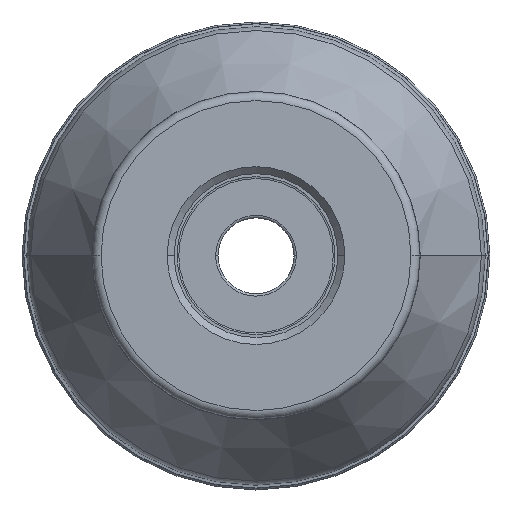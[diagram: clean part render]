
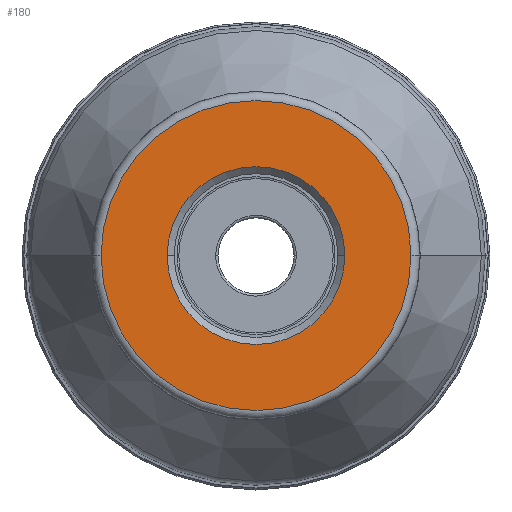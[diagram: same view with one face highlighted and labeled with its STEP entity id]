
A CAD part, top view. The second image highlights one B-rep face of the part: STEP entity #180.
In plain terms, the highlighted planar face has unit normal (0, 0, 1).
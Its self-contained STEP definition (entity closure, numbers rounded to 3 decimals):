
#28=PLANE('',#1717);
#34=FACE_BOUND('',#358,.T.);
#35=FACE_BOUND('',#359,.T.);
#180=ADVANCED_FACE('',(#34,#35),#28,.F.);
#358=EDGE_LOOP('',(#603,#604,#605,#606));
#359=EDGE_LOOP('',(#607,#608,#609,#610));
#603=ORIENTED_EDGE('',*,*,#1078,.T.);
#604=ORIENTED_EDGE('',*,*,#1077,.F.);
#605=ORIENTED_EDGE('',*,*,#1079,.T.);
#606=ORIENTED_EDGE('',*,*,#1080,.F.);
#607=ORIENTED_EDGE('',*,*,#1081,.F.);
#608=ORIENTED_EDGE('',*,*,#1082,.F.);
#609=ORIENTED_EDGE('',*,*,#1083,.F.);
#610=ORIENTED_EDGE('',*,*,#1084,.F.);
#895=VERTEX_POINT('',#5077);
#896=VERTEX_POINT('',#5079);
#897=VERTEX_POINT('',#5084);
#898=VERTEX_POINT('',#5088);
#899=VERTEX_POINT('',#5094);
#900=VERTEX_POINT('',#5095);
#901=VERTEX_POINT('',#5097);
#902=VERTEX_POINT('',#5099);
#1077=EDGE_CURVE('',#896,#897,#1229,.T.);
#1078=EDGE_CURVE('',#895,#897,#1314,.T.);
#1079=EDGE_CURVE('',#896,#898,#1315,.T.);
#1080=EDGE_CURVE('',#895,#898,#1230,.T.);
#1081=EDGE_CURVE('',#899,#900,#1316,.T.);
#1082=EDGE_CURVE('',#901,#899,#1317,.T.);
#1083=EDGE_CURVE('',#902,#901,#1318,.T.);
#1084=EDGE_CURVE('',#900,#902,#1319,.T.);
#1229=B_SPLINE_CURVE_WITH_KNOTS('',3,(#5080,#5081,#5082,#5083),
 .UNSPECIFIED.,.F.,.F.,(4,4),(0.,1.),.UNSPECIFIED.);
#1230=B_SPLINE_CURVE_WITH_KNOTS('',3,(#5089,#5090,#5091,#5092),
 .UNSPECIFIED.,.F.,.F.,(4,4),(0.,1.),.UNSPECIFIED.);
#1314=CIRCLE('',#1710,26.5);
#1315=CIRCLE('',#1712,26.5);
#1316=CIRCLE('',#1713,15.2);
#1317=CIRCLE('',#1714,15.2);
#1318=CIRCLE('',#1715,15.2);
#1319=CIRCLE('',#1716,15.2);
#1710=AXIS2_PLACEMENT_3D('',#5085,#2094,#2095);
#1712=AXIS2_PLACEMENT_3D('',#5087,#2098,#2099);
#1713=AXIS2_PLACEMENT_3D('',#5093,#2100,#2101);
#1714=AXIS2_PLACEMENT_3D('',#5096,#2102,#2103);
#1715=AXIS2_PLACEMENT_3D('',#5098,#2104,#2105);
#1716=AXIS2_PLACEMENT_3D('',#5100,#2106,#2107);
#1717=AXIS2_PLACEMENT_3D('',#5101,#2108,#2109);
#2094=DIRECTION('',(0.,0.,1.));
#2095=DIRECTION('',(-1.,0.001,0.));
#2098=DIRECTION('',(0.,0.,1.));
#2099=DIRECTION('',(1.,-0.001,0.));
#2100=DIRECTION('',(0.,0.,1.));
#2101=DIRECTION('',(0.,-1.,0.));
#2102=DIRECTION('',(0.,0.,1.));
#2103=DIRECTION('',(-1.,0.,0.));
#2104=DIRECTION('',(0.,0.,1.));
#2105=DIRECTION('',(0.,1.,0.));
#2106=DIRECTION('',(0.,0.,1.));
#2107=DIRECTION('',(1.,0.,0.));
#2108=DIRECTION('',(0.,0.,-1.));
#2109=DIRECTION('',(-1.,0.,0.));
#5077=CARTESIAN_POINT('',(26.5,0.,0.));
#5079=CARTESIAN_POINT('',(-26.5,0.,0.));
#5080=CARTESIAN_POINT('',(-26.5,0.,0.));
#5081=CARTESIAN_POINT('',(-26.5,0.007,0.));
#5082=CARTESIAN_POINT('',(-26.5,0.014,0.));
#5083=CARTESIAN_POINT('',(-26.5,0.021,0.));
#5084=CARTESIAN_POINT('',(-26.5,0.021,0.));
#5085=CARTESIAN_POINT('',(0.,0.,0.));
#5087=CARTESIAN_POINT('',(0.,0.,0.));
#5088=CARTESIAN_POINT('',(26.5,-0.021,0.));
#5089=CARTESIAN_POINT('',(26.5,0.,0.));
#5090=CARTESIAN_POINT('',(26.5,-0.007,0.));
#5091=CARTESIAN_POINT('',(26.5,-0.014,0.));
#5092=CARTESIAN_POINT('',(26.5,-0.021,0.));
#5093=CARTESIAN_POINT('',(0.,0.,0.));
#5094=CARTESIAN_POINT('',(0.,-15.2,0.));
#5095=CARTESIAN_POINT('',(15.2,0.,0.));
#5096=CARTESIAN_POINT('',(0.,0.,0.));
#5097=CARTESIAN_POINT('',(-15.2,0.,0.));
#5098=CARTESIAN_POINT('',(0.,0.,0.));
#5099=CARTESIAN_POINT('',(0.,15.2,0.));
#5100=CARTESIAN_POINT('',(0.,0.,0.));
#5101=CARTESIAN_POINT('',(0.,0.,0.));
